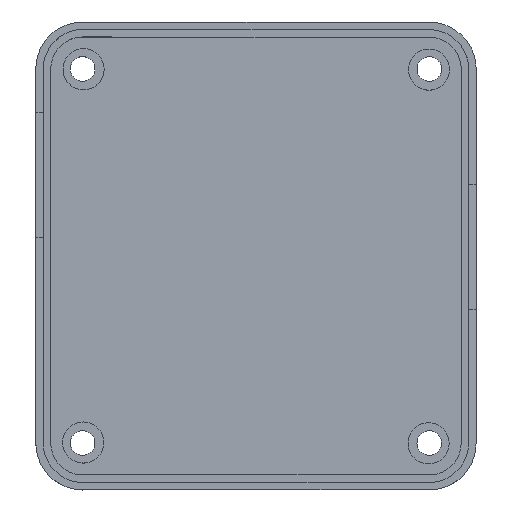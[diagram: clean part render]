
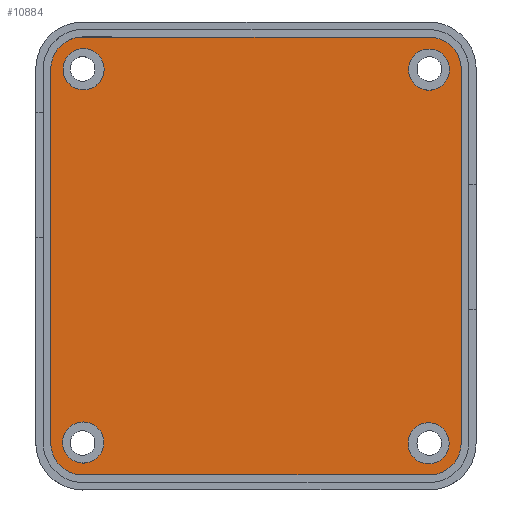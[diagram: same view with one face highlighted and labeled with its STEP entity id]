
A CAD part, top view. The second image highlights one B-rep face of the part: STEP entity #10884.
In plain terms, the highlighted planar face has unit normal (0, 0, 1).
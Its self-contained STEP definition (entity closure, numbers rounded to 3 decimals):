
#79=FACE_BOUND('',#2125,.T.);
#80=FACE_BOUND('',#2126,.T.);
#81=FACE_BOUND('',#2127,.T.);
#82=FACE_BOUND('',#2128,.T.);
#245=PLANE('',#11421);
#1500=FACE_OUTER_BOUND('',#2124,.T.);
#2124=EDGE_LOOP('',(#8946,#8947,#8948,#8949,#8950,#8951,#8952,#8953));
#2125=EDGE_LOOP('',(#8954));
#2126=EDGE_LOOP('',(#8955));
#2127=EDGE_LOOP('',(#8956));
#2128=EDGE_LOOP('',(#8957));
#2992=LINE('',#17356,#4056);
#2993=LINE('',#17360,#4057);
#2994=LINE('',#17364,#4058);
#2995=LINE('',#17367,#4059);
#4056=VECTOR('',#12542,10.);
#4057=VECTOR('',#12545,10.);
#4058=VECTOR('',#12548,10.);
#4059=VECTOR('',#12551,10.);
#4604=CIRCLE('',#11419,2.75);
#4605=CIRCLE('',#11422,4.262);
#4606=CIRCLE('',#11423,4.262);
#4607=CIRCLE('',#11424,4.262);
#4608=CIRCLE('',#11425,4.262);
#4609=CIRCLE('',#11426,2.75);
#4610=CIRCLE('',#11427,2.75);
#4611=CIRCLE('',#11428,2.75);
#5180=VERTEX_POINT('',#17347);
#5181=VERTEX_POINT('',#17352);
#5182=VERTEX_POINT('',#17353);
#5183=VERTEX_POINT('',#17355);
#5184=VERTEX_POINT('',#17357);
#5185=VERTEX_POINT('',#17359);
#5186=VERTEX_POINT('',#17361);
#5187=VERTEX_POINT('',#17363);
#5188=VERTEX_POINT('',#17365);
#5189=VERTEX_POINT('',#17368);
#5190=VERTEX_POINT('',#17370);
#5191=VERTEX_POINT('',#17372);
#6533=EDGE_CURVE('',#5180,#5180,#4604,.T.);
#6534=EDGE_CURVE('',#5181,#5182,#4605,.T.);
#6535=EDGE_CURVE('',#5182,#5183,#2992,.T.);
#6536=EDGE_CURVE('',#5183,#5184,#4606,.T.);
#6537=EDGE_CURVE('',#5184,#5185,#2993,.T.);
#6538=EDGE_CURVE('',#5185,#5186,#4607,.T.);
#6539=EDGE_CURVE('',#5186,#5187,#2994,.T.);
#6540=EDGE_CURVE('',#5187,#5188,#4608,.T.);
#6541=EDGE_CURVE('',#5188,#5181,#2995,.T.);
#6542=EDGE_CURVE('',#5189,#5189,#4609,.T.);
#6543=EDGE_CURVE('',#5190,#5190,#4610,.T.);
#6544=EDGE_CURVE('',#5191,#5191,#4611,.T.);
#8946=ORIENTED_EDGE('',*,*,#6534,.T.);
#8947=ORIENTED_EDGE('',*,*,#6535,.T.);
#8948=ORIENTED_EDGE('',*,*,#6536,.T.);
#8949=ORIENTED_EDGE('',*,*,#6537,.T.);
#8950=ORIENTED_EDGE('',*,*,#6538,.T.);
#8951=ORIENTED_EDGE('',*,*,#6539,.T.);
#8952=ORIENTED_EDGE('',*,*,#6540,.T.);
#8953=ORIENTED_EDGE('',*,*,#6541,.T.);
#8954=ORIENTED_EDGE('',*,*,#6542,.T.);
#8955=ORIENTED_EDGE('',*,*,#6543,.T.);
#8956=ORIENTED_EDGE('',*,*,#6544,.T.);
#8957=ORIENTED_EDGE('',*,*,#6533,.T.);
#10884=ADVANCED_FACE('',(#1500,#79,#80,#81,#82),#245,.T.);
#11419=AXIS2_PLACEMENT_3D('',#17349,#12534,#12535);
#11421=AXIS2_PLACEMENT_3D('',#17351,#12538,#12539);
#11422=AXIS2_PLACEMENT_3D('',#17354,#12540,#12541);
#11423=AXIS2_PLACEMENT_3D('',#17358,#12543,#12544);
#11424=AXIS2_PLACEMENT_3D('',#17362,#12546,#12547);
#11425=AXIS2_PLACEMENT_3D('',#17366,#12549,#12550);
#11426=AXIS2_PLACEMENT_3D('',#17369,#12552,#12553);
#11427=AXIS2_PLACEMENT_3D('',#17371,#12554,#12555);
#11428=AXIS2_PLACEMENT_3D('',#17373,#12556,#12557);
#12534=DIRECTION('center_axis',(0.,0.,-1.));
#12535=DIRECTION('ref_axis',(1.,0.,0.));
#12538=DIRECTION('center_axis',(0.,0.,1.));
#12539=DIRECTION('ref_axis',(1.,0.,0.));
#12540=DIRECTION('center_axis',(0.,0.,1.));
#12541=DIRECTION('ref_axis',(1.,-0.006,0.));
#12542=DIRECTION('',(-1.,0.001,0.));
#12543=DIRECTION('center_axis',(0.,0.,1.));
#12544=DIRECTION('ref_axis',(0.006,1.,0.));
#12545=DIRECTION('',(0.,-1.,0.));
#12546=DIRECTION('center_axis',(0.,0.,1.));
#12547=DIRECTION('ref_axis',(-1.,0.006,0.));
#12548=DIRECTION('',(1.,0.,0.));
#12549=DIRECTION('center_axis',(0.,0.,1.));
#12550=DIRECTION('ref_axis',(-0.006,-1.,0.));
#12551=DIRECTION('',(0.,1.,0.));
#12552=DIRECTION('center_axis',(0.,0.,-1.));
#12553=DIRECTION('ref_axis',(1.,0.,0.));
#12554=DIRECTION('center_axis',(0.,0.,-1.));
#12555=DIRECTION('ref_axis',(1.,0.,0.));
#12556=DIRECTION('center_axis',(0.,0.,-1.));
#12557=DIRECTION('ref_axis',(1.,0.,0.));
#17347=CARTESIAN_POINT('',(-24.064,20.021,0.));
#17349=CARTESIAN_POINT('Origin',(-21.314,20.021,0.));
#17351=CARTESIAN_POINT('Origin',(1.737,-4.948,0.));
#17352=CARTESIAN_POINT('',(29.176,20.02,0.));
#17353=CARTESIAN_POINT('',(24.888,24.309,0.));
#17354=CARTESIAN_POINT('Origin',(24.914,20.046,0.));
#17355=CARTESIAN_POINT('',(-21.414,24.334,0.));
#17356=CARTESIAN_POINT('',(-9.831,24.327,0.));
#17357=CARTESIAN_POINT('',(-25.703,20.045,0.));
#17358=CARTESIAN_POINT('Origin',(-21.441,20.071,0.));
#17359=CARTESIAN_POINT('',(-25.703,-29.94,0.));
#17360=CARTESIAN_POINT('',(-25.703,-17.444,0.));
#17361=CARTESIAN_POINT('',(-21.414,-34.229,0.));
#17362=CARTESIAN_POINT('Origin',(-21.441,-29.966,0.));
#17363=CARTESIAN_POINT('',(24.88,-34.229,0.));
#17364=CARTESIAN_POINT('',(13.308,-34.229,0.));
#17365=CARTESIAN_POINT('',(29.169,-29.94,0.));
#17366=CARTESIAN_POINT('Origin',(24.906,-29.966,0.));
#17367=CARTESIAN_POINT('',(29.175,7.534,0.));
#17368=CARTESIAN_POINT('',(22.063,-29.992,0.));
#17369=CARTESIAN_POINT('Origin',(24.813,-29.992,0.));
#17370=CARTESIAN_POINT('',(-24.115,-29.89,0.));
#17371=CARTESIAN_POINT('Origin',(-21.365,-29.89,0.));
#17372=CARTESIAN_POINT('',(22.113,19.97,0.));
#17373=CARTESIAN_POINT('Origin',(24.863,19.97,0.));
